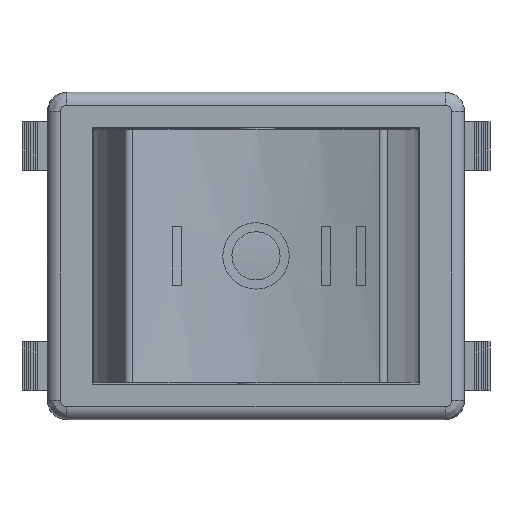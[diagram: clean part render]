
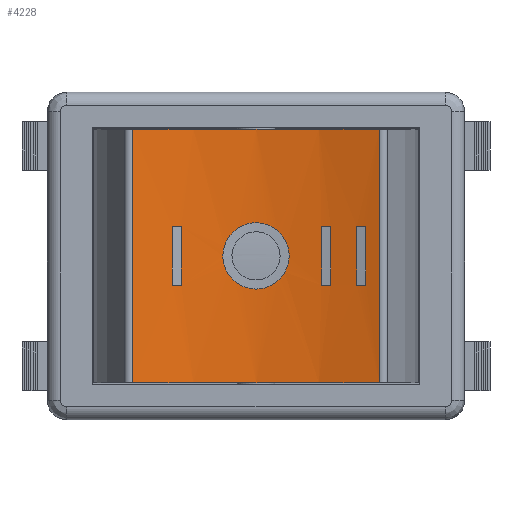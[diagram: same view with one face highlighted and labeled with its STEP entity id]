
A CAD part, top view. The second image highlights one B-rep face of the part: STEP entity #4228.
In plain terms, the highlighted cylindrical face has radius 28.263 mm (diameter 56.525 mm), a partial arc.
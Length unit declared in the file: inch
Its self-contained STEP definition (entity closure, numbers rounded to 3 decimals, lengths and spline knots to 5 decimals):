
#3386=CARTESIAN_POINT('',(0.374,0.38386,0.92576));
#3387=VERTEX_POINT('',#3386);
#3395=CARTESIAN_POINT('',(0.374,-0.38386,0.92576));
#3396=VERTEX_POINT('',#3395);
#3397=CARTESIAN_POINT('',(0.374,0.38386,0.92576));
#3398=DIRECTION('',(0.0,-1.0,0.0));
#3399=VECTOR('',#3398,0.76772);
#3400=LINE('',#3397,#3399);
#3401=EDGE_CURVE('',#3387,#3396,#3400,.T.);
#3460=CARTESIAN_POINT('',(-0.374,-0.38386,0.92576));
#3461=VERTEX_POINT('',#3460);
#3462=CARTESIAN_POINT('',(0.,-0.38386,1.97373));
#3463=DIRECTION('',(0.0,-1.0,0.0));
#3464=DIRECTION('',(-0.351,0.0,0.936));
#3465=AXIS2_PLACEMENT_3D('',#3462,#3463,#3464);
#3466=CIRCLE('',#3465,1.1127);
#3467=EDGE_CURVE('',#3461,#3396,#3466,.T.);
#3538=CARTESIAN_POINT('',(-0.374,0.38386,0.92576));
#3539=VERTEX_POINT('',#3538);
#3556=CARTESIAN_POINT('',(-0.374,-0.38386,0.92576));
#3557=DIRECTION('',(0.0,1.0,0.0));
#3558=VECTOR('',#3557,0.76772);
#3559=LINE('',#3556,#3558);
#3560=EDGE_CURVE('',#3461,#3539,#3559,.T.);
#3595=CARTESIAN_POINT('',(-0.10039,0.0,0.86536));
#3596=VERTEX_POINT('',#3595);
#3729=CARTESIAN_POINT('',(-0.10039,0.,0.86556));
#3730=CARTESIAN_POINT('',(-0.10039,0.01261,0.86556));
#3731=CARTESIAN_POINT('',(-0.09787,0.02606,0.86532));
#3732=CARTESIAN_POINT('',(-0.08762,0.05079,0.86447));
#3733=CARTESIAN_POINT('',(-0.0799,0.06208,0.86386));
#3734=CARTESIAN_POINT('',(-0.06208,0.0799,0.86272));
#3735=CARTESIAN_POINT('',(-0.05079,0.08762,0.86211));
#3736=CARTESIAN_POINT('',(-0.02606,0.09787,0.86126));
#3737=CARTESIAN_POINT('',(-0.01261,0.10039,0.86102));
#3738=CARTESIAN_POINT('',(0.01261,0.10039,0.86102));
#3739=CARTESIAN_POINT('',(0.02606,0.09787,0.86126));
#3740=CARTESIAN_POINT('',(0.05079,0.08762,0.86211));
#3741=CARTESIAN_POINT('',(0.06208,0.0799,0.86272));
#3742=CARTESIAN_POINT('',(0.0799,0.06208,0.86386));
#3743=CARTESIAN_POINT('',(0.08762,0.05079,0.86447));
#3744=CARTESIAN_POINT('',(0.09787,0.02606,0.86532));
#3745=CARTESIAN_POINT('',(0.10039,0.01261,0.86556));
#3746=CARTESIAN_POINT('',(0.10039,-0.01261,0.86556));
#3747=CARTESIAN_POINT('',(0.09787,-0.02606,0.86532));
#3748=CARTESIAN_POINT('',(0.08762,-0.05079,0.86447));
#3749=CARTESIAN_POINT('',(0.0799,-0.06208,0.86386));
#3750=CARTESIAN_POINT('',(0.06208,-0.0799,0.86272));
#3751=CARTESIAN_POINT('',(0.05079,-0.08762,0.86211));
#3752=CARTESIAN_POINT('',(0.02606,-0.09787,0.86126));
#3753=CARTESIAN_POINT('',(0.01261,-0.10039,0.86102));
#3754=CARTESIAN_POINT('',(-0.01261,-0.10039,0.86102));
#3755=CARTESIAN_POINT('',(-0.02606,-0.09787,0.86126));
#3756=CARTESIAN_POINT('',(-0.05079,-0.08762,0.86211));
#3757=CARTESIAN_POINT('',(-0.06208,-0.0799,0.86272));
#3758=CARTESIAN_POINT('',(-0.0799,-0.06208,0.86386));
#3759=CARTESIAN_POINT('',(-0.08762,-0.05079,0.86447));
#3760=CARTESIAN_POINT('',(-0.09787,-0.02606,0.86532));
#3761=CARTESIAN_POINT('',(-0.10039,-0.01261,0.86556));
#3762=CARTESIAN_POINT('',(-0.10039,0.,0.86556));
#3763=B_SPLINE_CURVE_WITH_KNOTS('',3,(#3729,#3730,#3731,#3732,#3733,#3734,#3735,#3736,#3737,#3738,#3739,#3740,#3741,#3742,#3743,#3744,#3745,#3746,#3747,#3748,#3749,#3750,#3751,#3752,#3753,#3754,#3755,#3756,#3757,#3758,#3759,#3760,#3761,#3762),.UNSPECIFIED.,.T.,.U.,(4,2,2,2,2,2,2,2,2,2,2,2,2,2,2,2,4),(-0.60542,-0.56759,-0.52975,-0.49191,-0.45407,-0.41623,-0.37839,-0.34055,-0.30271,-0.26487,-0.22703,-0.1892,-0.15136,-0.11352,-0.07568,-0.03784,0.0),.UNSPECIFIED.);
#3764=EDGE_CURVE('',#3596,#3596,#3763,.T.);
#3775=CARTESIAN_POINT('',(-0.25375,0.08858,0.89034));
#3776=VERTEX_POINT('',#3775);
#3777=CARTESIAN_POINT('',(-0.22619,0.08858,0.88426));
#3778=VERTEX_POINT('',#3777);
#3779=CARTESIAN_POINT('',(0.,0.08858,1.97373));
#3780=DIRECTION('',(0.0,-1.0,0.0));
#3781=DIRECTION('',(-0.351,0.0,0.936));
#3782=AXIS2_PLACEMENT_3D('',#3779,#3780,#3781);
#3783=CIRCLE('',#3782,1.1127);
#3784=EDGE_CURVE('',#3776,#3778,#3783,.T.);
#3817=CARTESIAN_POINT('',(-0.22619,-0.08858,0.88426));
#3818=VERTEX_POINT('',#3817);
#3819=CARTESIAN_POINT('',(-0.22619,0.08858,0.88426));
#3820=DIRECTION('',(0.0,-1.0,0.0));
#3821=VECTOR('',#3820,0.17717);
#3822=LINE('',#3819,#3821);
#3823=EDGE_CURVE('',#3778,#3818,#3822,.T.);
#3848=CARTESIAN_POINT('',(-0.25375,-0.08858,0.89034));
#3849=VERTEX_POINT('',#3848);
#3850=CARTESIAN_POINT('',(-0.25375,-0.08858,0.89034));
#3851=DIRECTION('',(0.0,1.0,0.0));
#3852=VECTOR('',#3851,0.17717);
#3853=LINE('',#3850,#3852);
#3854=EDGE_CURVE('',#3849,#3776,#3853,.T.);
#3879=CARTESIAN_POINT('',(0.,-0.08858,1.97373));
#3880=DIRECTION('',(0.0,1.0,0.0));
#3881=DIRECTION('',(-0.351,0.0,0.936));
#3882=AXIS2_PLACEMENT_3D('',#3879,#3880,#3881);
#3883=CIRCLE('',#3882,1.1127);
#3884=EDGE_CURVE('',#3818,#3849,#3883,.T.);
#3957=CARTESIAN_POINT('',(0.19863,0.08858,0.8789));
#3958=VERTEX_POINT('',#3957);
#3959=CARTESIAN_POINT('',(0.22619,0.08858,0.88426));
#3960=VERTEX_POINT('',#3959);
#3961=CARTESIAN_POINT('',(0.,0.08858,1.97373));
#3962=DIRECTION('',(0.0,-1.0,0.0));
#3963=DIRECTION('',(-0.351,0.0,0.936));
#3964=AXIS2_PLACEMENT_3D('',#3961,#3962,#3963);
#3965=CIRCLE('',#3964,1.1127);
#3966=EDGE_CURVE('',#3958,#3960,#3965,.T.);
#3989=CARTESIAN_POINT('',(0.22619,-0.08858,0.88426));
#3990=VERTEX_POINT('',#3989);
#3991=CARTESIAN_POINT('',(0.22619,0.08858,0.88426));
#3992=DIRECTION('',(0.0,-1.0,0.0));
#3993=VECTOR('',#3992,0.17717);
#3994=LINE('',#3991,#3993);
#3995=EDGE_CURVE('',#3960,#3990,#3994,.T.);
#4013=CARTESIAN_POINT('',(0.19863,-0.08858,0.8789));
#4014=VERTEX_POINT('',#4013);
#4015=CARTESIAN_POINT('',(0.19863,-0.08858,0.8789));
#4016=DIRECTION('',(0.0,1.0,0.0));
#4017=VECTOR('',#4016,0.17717);
#4018=LINE('',#4015,#4017);
#4019=EDGE_CURVE('',#4014,#3958,#4018,.T.);
#4037=CARTESIAN_POINT('',(0.,-0.08858,1.97373));
#4038=DIRECTION('',(0.0,1.0,0.0));
#4039=DIRECTION('',(-0.351,0.0,0.936));
#4040=AXIS2_PLACEMENT_3D('',#4037,#4038,#4039);
#4041=CIRCLE('',#4040,1.1127);
#4042=EDGE_CURVE('',#3990,#4014,#4041,.T.);
#4055=CARTESIAN_POINT('',(0.30493,0.08858,0.90362));
#4056=VERTEX_POINT('',#4055);
#4057=CARTESIAN_POINT('',(0.33249,0.08858,0.91186));
#4058=VERTEX_POINT('',#4057);
#4059=CARTESIAN_POINT('',(0.,0.08858,1.97373));
#4060=DIRECTION('',(0.0,-1.0,0.0));
#4061=DIRECTION('',(-0.351,0.0,0.936));
#4062=AXIS2_PLACEMENT_3D('',#4059,#4060,#4061);
#4063=CIRCLE('',#4062,1.1127);
#4064=EDGE_CURVE('',#4056,#4058,#4063,.T.);
#4097=CARTESIAN_POINT('',(0.33249,-0.08858,0.91186));
#4098=VERTEX_POINT('',#4097);
#4099=CARTESIAN_POINT('',(0.33249,0.08858,0.91186));
#4100=DIRECTION('',(0.0,-1.0,0.0));
#4101=VECTOR('',#4100,0.17717);
#4102=LINE('',#4099,#4101);
#4103=EDGE_CURVE('',#4058,#4098,#4102,.T.);
#4128=CARTESIAN_POINT('',(0.30493,-0.08858,0.90362));
#4129=VERTEX_POINT('',#4128);
#4130=CARTESIAN_POINT('',(0.30493,-0.08858,0.90362));
#4131=DIRECTION('',(0.0,1.0,0.0));
#4132=VECTOR('',#4131,0.17717);
#4133=LINE('',#4130,#4132);
#4134=EDGE_CURVE('',#4129,#4056,#4133,.T.);
#4159=CARTESIAN_POINT('',(0.,-0.08858,1.97373));
#4160=DIRECTION('',(0.0,1.0,0.0));
#4161=DIRECTION('',(-0.351,0.0,0.936));
#4162=AXIS2_PLACEMENT_3D('',#4159,#4160,#4161);
#4163=CIRCLE('',#4162,1.1127);
#4164=EDGE_CURVE('',#4098,#4129,#4163,.T.);
#4190=CARTESIAN_POINT('',(0.,-0.42224,1.97373));
#4191=DIRECTION('',(0.0,1.0,0.0));
#4192=DIRECTION('',(-0.351,0.0,0.936));
#4193=AXIS2_PLACEMENT_3D('',#4190,#4191,#4192);
#4194=CYLINDRICAL_SURFACE('',#4193,1.1127);
#4195=ORIENTED_EDGE('',*,*,#3401,.F.);
#4196=CARTESIAN_POINT('',(0.,0.38386,1.97373));
#4197=DIRECTION('',(0.0,1.0,0.0));
#4198=DIRECTION('',(-0.351,0.0,0.936));
#4199=AXIS2_PLACEMENT_3D('',#4196,#4197,#4198);
#4200=CIRCLE('',#4199,1.1127);
#4201=EDGE_CURVE('',#3387,#3539,#4200,.T.);
#4202=ORIENTED_EDGE('',*,*,#4201,.T.);
#4203=ORIENTED_EDGE('',*,*,#3560,.F.);
#4204=ORIENTED_EDGE('',*,*,#3467,.T.);
#4205=EDGE_LOOP('',(#4195,#4202,#4203,#4204));
#4206=FACE_OUTER_BOUND('',#4205,.T.);
#4207=ORIENTED_EDGE('',*,*,#4064,.T.);
#4208=ORIENTED_EDGE('',*,*,#4103,.T.);
#4209=ORIENTED_EDGE('',*,*,#4164,.T.);
#4210=ORIENTED_EDGE('',*,*,#4134,.T.);
#4211=EDGE_LOOP('',(#4207,#4208,#4209,#4210));
#4212=FACE_BOUND('',#4211,.T.);
#4213=ORIENTED_EDGE('',*,*,#3966,.T.);
#4214=ORIENTED_EDGE('',*,*,#3995,.T.);
#4215=ORIENTED_EDGE('',*,*,#4042,.T.);
#4216=ORIENTED_EDGE('',*,*,#4019,.T.);
#4217=EDGE_LOOP('',(#4213,#4214,#4215,#4216));
#4218=FACE_BOUND('',#4217,.T.);
#4219=ORIENTED_EDGE('',*,*,#3784,.T.);
#4220=ORIENTED_EDGE('',*,*,#3823,.T.);
#4221=ORIENTED_EDGE('',*,*,#3884,.T.);
#4222=ORIENTED_EDGE('',*,*,#3854,.T.);
#4223=EDGE_LOOP('',(#4219,#4220,#4221,#4222));
#4224=FACE_BOUND('',#4223,.T.);
#4225=ORIENTED_EDGE('',*,*,#3764,.T.);
#4226=EDGE_LOOP('',(#4225));
#4227=FACE_BOUND('',#4226,.T.);
#4228=ADVANCED_FACE('',(#4206,#4212,#4218,#4224,#4227),#4194,.F.);
